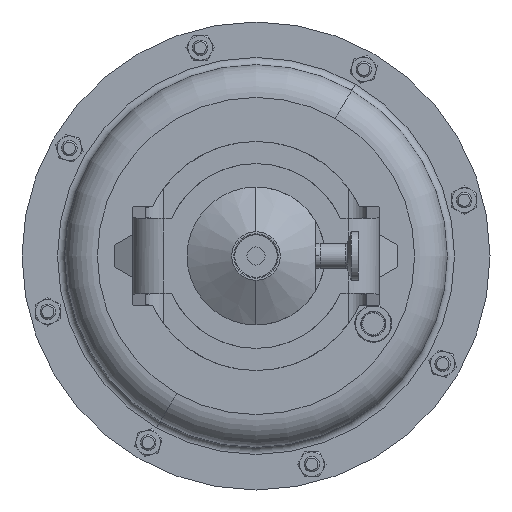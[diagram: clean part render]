
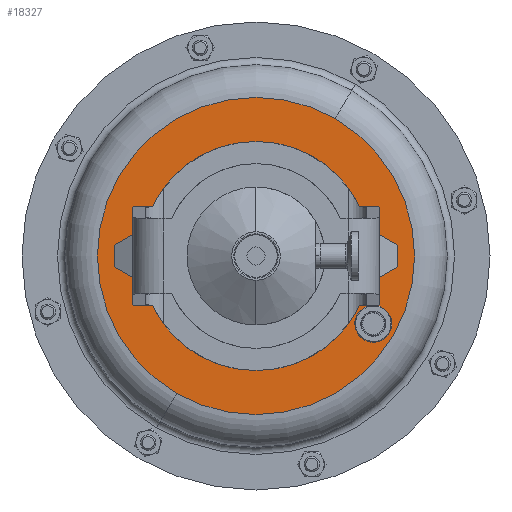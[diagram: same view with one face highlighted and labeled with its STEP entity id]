
A CAD part, front view. The second image highlights one B-rep face of the part: STEP entity #18327.
In plain terms, the highlighted planar face has unit normal (0, -1, 0).
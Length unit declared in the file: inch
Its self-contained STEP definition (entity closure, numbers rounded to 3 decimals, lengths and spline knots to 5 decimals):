
#320 = DIRECTION ( 'NONE',  ( 0., 1., 0. ) ) ;
#428 = EDGE_CURVE ( 'NONE', #13119, #11940, #5582, .T. ) ;
#901 = VERTEX_POINT ( 'NONE', #15219 ) ;
#1379 = DIRECTION ( 'NONE',  ( 0., 1., 0. ) ) ;
#1720 = DIRECTION ( 'NONE',  ( 0., 1., 0. ) ) ;
#1926 = AXIS2_PLACEMENT_3D ( 'NONE', #7233, #10537, #16538 ) ;
#2662 = ORIENTED_EDGE ( 'NONE', *, *, #16536, .F. ) ;
#2677 = EDGE_LOOP ( 'NONE', ( #18821, #15005 ) ) ;
#3408 = VERTEX_POINT ( 'NONE', #16808 ) ;
#3929 = CARTESIAN_POINT ( 'NONE',  ( -1.6095, 8.578, -2.78774 ) ) ;
#4362 = CARTESIAN_POINT ( 'NONE',  ( 2.38157, 8.578, -1.375 ) ) ;
#4489 = DIRECTION ( 'NONE',  ( 0.5, 0., 0.866 ) ) ;
#5404 = EDGE_LOOP ( 'NONE', ( #19305, #19398 ) ) ;
#5441 = EDGE_CURVE ( 'NONE', #901, #16116, #11907, .T. ) ;
#5582 = CIRCLE ( 'NONE', #19970, 0.375 ) ;
#5592 = EDGE_LOOP ( 'NONE', ( #2662, #10598 ) ) ;
#5960 = DIRECTION ( 'NONE',  ( 0., 1., 0. ) ) ;
#6176 = CARTESIAN_POINT ( 'NONE',  ( 2.1546, 8.578, -1.67351 ) ) ;
#6238 = EDGE_CURVE ( 'NONE', #11940, #13119, #18652, .T. ) ;
#6674 = DIRECTION ( 'NONE',  ( 0., 1., 0. ) ) ;
#6937 = EDGE_CURVE ( 'NONE', #16116, #901, #13757, .T. ) ;
#6981 = FACE_BOUND ( 'NONE', #5404, .T. ) ;
#7233 = CARTESIAN_POINT ( 'NONE',  ( 2.78774, 8.578, -1.6095 ) ) ;
#7453 = DIRECTION ( 'NONE',  ( 0.605, 0., 0.796 ) ) ;
#8290 = CARTESIAN_POINT ( 'NONE',  ( 0., 8.578, 2.325 ) ) ;
#8301 = AXIS2_PLACEMENT_3D ( 'NONE', #18564, #1379, #4489 ) ;
#8457 = CARTESIAN_POINT ( 'NONE',  ( 0., 8.578, 0. ) ) ;
#8932 = CARTESIAN_POINT ( 'NONE',  ( 2.38157, 8.578, -1.375 ) ) ;
#9502 = CIRCLE ( 'NONE', #10208, 3.219 ) ;
#10208 = AXIS2_PLACEMENT_3D ( 'NONE', #8457, #6674, #13025 ) ;
#10475 = PLANE ( 'NONE',  #1926 ) ;
#10495 = DIRECTION ( 'NONE',  ( 0.605, 0., 0.796 ) ) ;
#10537 = DIRECTION ( 'NONE',  ( 0., -1., 0. ) ) ;
#10598 = ORIENTED_EDGE ( 'NONE', *, *, #11652, .F. ) ;
#11248 = CARTESIAN_POINT ( 'NONE',  ( 0., 8.578, 0. ) ) ;
#11420 = AXIS2_PLACEMENT_3D ( 'NONE', #8932, #5960, #10495 ) ;
#11471 = CIRCLE ( 'NONE', #8301, 3.219 ) ;
#11652 = EDGE_CURVE ( 'NONE', #13999, #3408, #9502, .T. ) ;
#11907 = CIRCLE ( 'NONE', #15732, 2.325 ) ;
#11940 = VERTEX_POINT ( 'NONE', #14519 ) ;
#13025 = DIRECTION ( 'NONE',  ( 0.5, 0., 0.866 ) ) ;
#13119 = VERTEX_POINT ( 'NONE', #6176 ) ;
#13757 = CIRCLE ( 'NONE', #20052, 2.325 ) ;
#13876 = DIRECTION ( 'NONE',  ( 0., 1., 0. ) ) ;
#13999 = VERTEX_POINT ( 'NONE', #3929 ) ;
#14374 = DIRECTION ( 'NONE',  ( 0., 0., -1. ) ) ;
#14519 = CARTESIAN_POINT ( 'NONE',  ( 2.60854, 8.578, -1.07649 ) ) ;
#15005 = ORIENTED_EDGE ( 'NONE', *, *, #6937, .T. ) ;
#15219 = CARTESIAN_POINT ( 'NONE',  ( 0., 8.578, -2.325 ) ) ;
#15570 = FACE_OUTER_BOUND ( 'NONE', #5592, .T. ) ;
#15732 = AXIS2_PLACEMENT_3D ( 'NONE', #18830, #1720, #15783 ) ;
#15783 = DIRECTION ( 'NONE',  ( 0., 0., -1. ) ) ;
#16116 = VERTEX_POINT ( 'NONE', #8290 ) ;
#16536 = EDGE_CURVE ( 'NONE', #3408, #13999, #11471, .T. ) ;
#16538 = DIRECTION ( 'NONE',  ( -0.5, 0., -0.866 ) ) ;
#16808 = CARTESIAN_POINT ( 'NONE',  ( 1.6095, 8.578, 2.78774 ) ) ;
#18327 = ADVANCED_FACE ( 'NONE', ( #19701, #15570, #6981 ), #10475, .T. ) ;
#18564 = CARTESIAN_POINT ( 'NONE',  ( 0., 8.578, 0. ) ) ;
#18652 = CIRCLE ( 'NONE', #11420, 0.375 ) ;
#18821 = ORIENTED_EDGE ( 'NONE', *, *, #5441, .T. ) ;
#18830 = CARTESIAN_POINT ( 'NONE',  ( 0., 8.578, 0. ) ) ;
#19305 = ORIENTED_EDGE ( 'NONE', *, *, #6238, .T. ) ;
#19398 = ORIENTED_EDGE ( 'NONE', *, *, #428, .T. ) ;
#19701 = FACE_BOUND ( 'NONE', #2677, .T. ) ;
#19970 = AXIS2_PLACEMENT_3D ( 'NONE', #4362, #13876, #7453 ) ;
#20052 = AXIS2_PLACEMENT_3D ( 'NONE', #11248, #320, #14374 ) ;
